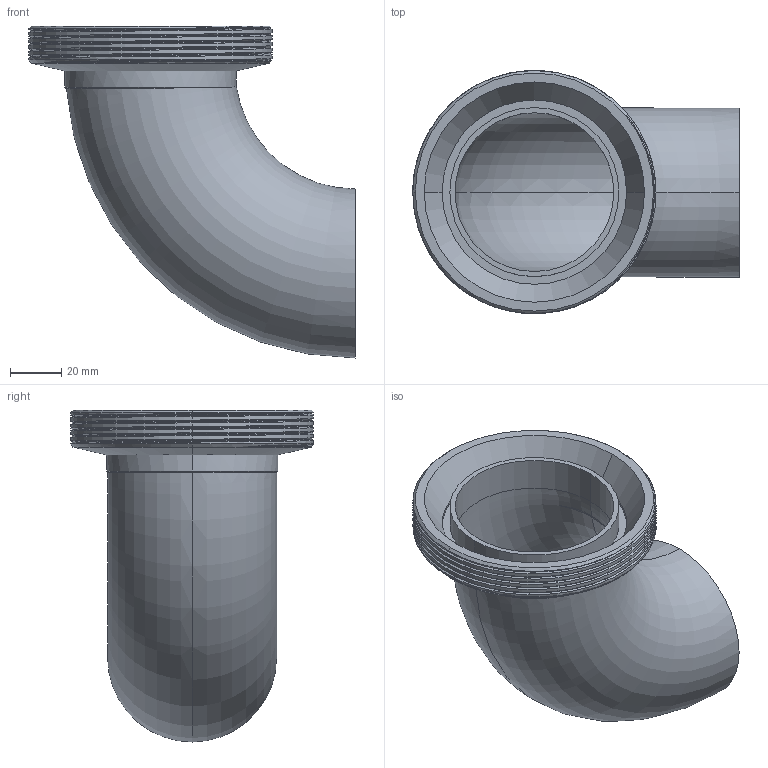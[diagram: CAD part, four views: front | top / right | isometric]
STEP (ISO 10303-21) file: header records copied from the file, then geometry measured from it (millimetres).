
FILE_DESCRIPTION (( 'STEP AP203' ), '1' );
FILE_NAME ('3D_M-3004_65_174784290.STEP', '2024-09-10T05:33:52', ( '' ), ( '' ), 'SwSTEP 2.0', 'SolidWorks 2024', '' );
FILE_SCHEMA (( 'CONFIG_CONTROL_DESIGN' ));
Length unit declared in the file: millimetre
Products named in the file (1): 3D_M-3004_65_174784290
Bounding box: 127.5 x 94.9 x 129.66 mm (x, y, z)
Volume: 96209.2 mm3; surface area: 69857 mm2
Topology: 1 solids, 1 shells, 45 faces, 110 edges, 69 vertices
Faces by surface type: cylinder 22, cone 9, plane 7, torus 4, bspline 3
Entity records: 2799 total; most frequent: CARTESIAN_POINT 1751, ORIENTED_EDGE 220, DIRECTION 190, EDGE_CURVE 110, AXIS2_PLACEMENT_3D 81, VERTEX_POINT 69, EDGE_LOOP 49, ADVANCED_FACE 45
